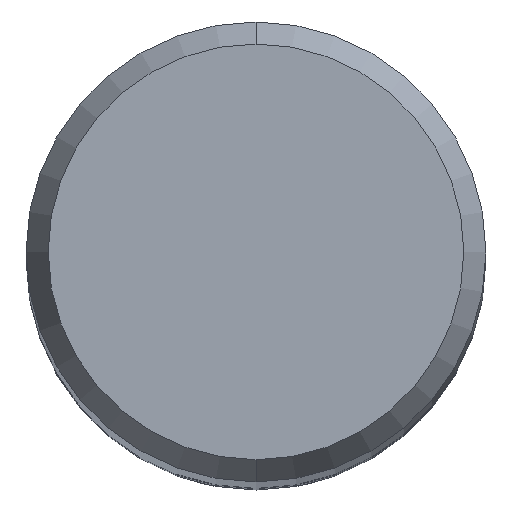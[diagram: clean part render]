
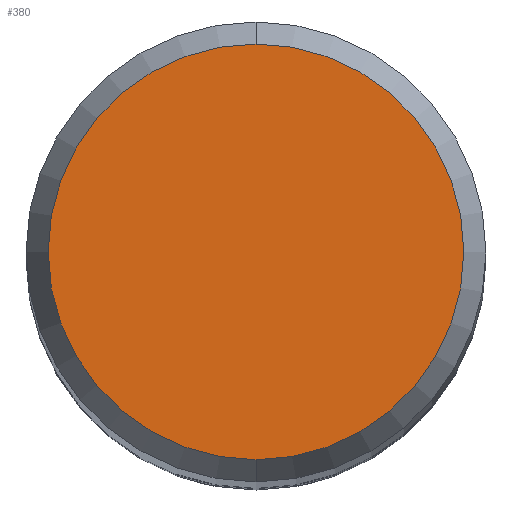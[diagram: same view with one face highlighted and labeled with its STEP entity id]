
A CAD part, top view. The second image highlights one B-rep face of the part: STEP entity #380.
In plain terms, the highlighted planar face has unit normal (0, 0, 1).
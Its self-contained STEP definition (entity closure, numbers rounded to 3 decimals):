
#210=EDGE_CURVE('',#390,#370,#493,.T.);
#336=EDGE_CURVE('',#370,#390,#635,.T.);
#370=VERTEX_POINT('',#675);
#380=ADVANCED_FACE('',(#687),#688,.T.);
#390=VERTEX_POINT('',#698);
#493=CIRCLE('',#865,4.304);
#635=CIRCLE('',#1182,4.304);
#675=CARTESIAN_POINT('',(0.,-4.304,0.0));
#687=FACE_OUTER_BOUND('',#1247,.T.);
#688=PLANE('',#1248);
#698=CARTESIAN_POINT('',(0.0,4.304,0.0));
#865=AXIS2_PLACEMENT_3D('',#1423,#1424,#1425);
#1182=AXIS2_PLACEMENT_3D('',#1593,#1594,#1595);
#1247=EDGE_LOOP('',(#1670,#1671));
#1248=AXIS2_PLACEMENT_3D('',#1672,#1673,#1674);
#1423=CARTESIAN_POINT('',(0.0,0.0,0.0));
#1424=DIRECTION('',(0.0,0.0,-1.0));
#1425=DIRECTION('',(0.0,1.0,0.0));
#1593=CARTESIAN_POINT('',(0.0,0.0,0.0));
#1594=DIRECTION('',(0.0,0.0,-1.0));
#1595=DIRECTION('',(0.0,1.0,0.0));
#1670=ORIENTED_EDGE('',*,*,#210,.F.);
#1671=ORIENTED_EDGE('',*,*,#336,.F.);
#1672=CARTESIAN_POINT('',(0.0,2.152,0.0));
#1673=DIRECTION('',(-0.0,0.0,1.0));
#1674=DIRECTION('',(0.0,-1.0,0.0));
